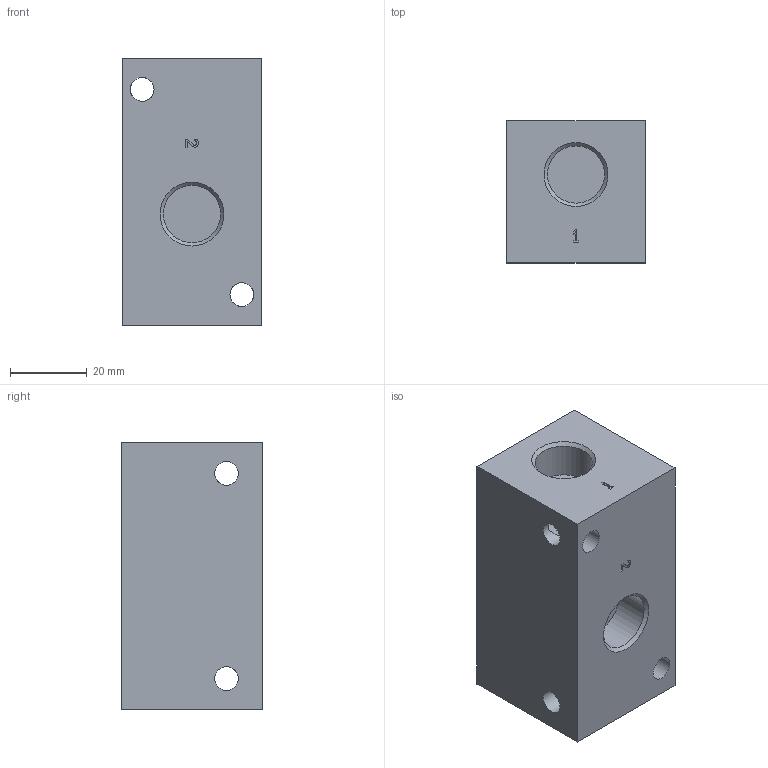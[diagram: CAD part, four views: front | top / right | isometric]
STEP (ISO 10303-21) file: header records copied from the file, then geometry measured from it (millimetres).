
FILE_DESCRIPTION(/* description */ ('STEP AP214'),/* implementation_level */ '2;1');
FILE_NAME(/* name */ '19294_VAD-3_8',/* time_stamp */ '2024-09-11T03:48:45+02:00',/* author */ ('License CC BY-ND 4.0'),/* organization */ ('CADENAS'),/* preprocessor_version */ 'ST-DEVELOPER v19.3',/* originating_system */ 'PARTsolutions',/* authorisation */ ' ');
FILE_SCHEMA (('AUTOMOTIVE_DESIGN {1 0 10303 214 3 1 1}'));
Length unit declared in the file: millimetre
Products named in the file (1): 19294 VAD-3/8
Bounding box: 36 x 37 x 69.5 mm (x, y, z)
Volume: 83162.3 mm3; surface area: 16455.3 mm2
Topology: 1 solids, 1 shells, 57 faces, 144 edges, 91 vertices
Faces by surface type: plane 35, cylinder 19, cone 3
Full cylindrical faces by diameter (mm): 6.2 x8, 14.95 x3
Entity records: 1683 total; most frequent: DIRECTION 287, CARTESIAN_POINT 279, ORIENTED_EDGE 260, EDGE_CURVE 130, AXIS2_PLACEMENT_3D 99, VERTEX_POINT 91, LINE 89, VECTOR 89
